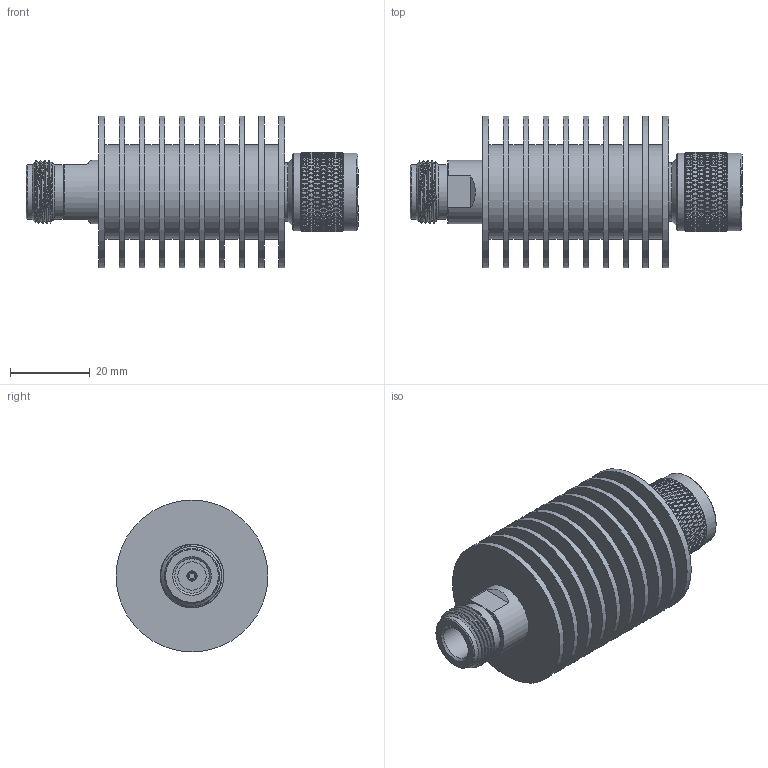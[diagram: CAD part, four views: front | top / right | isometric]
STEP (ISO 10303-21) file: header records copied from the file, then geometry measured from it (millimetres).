
FILE_DESCRIPTION (( 'STEP AP203' ), '1' );
FILE_NAME ('PE7386-40_3D.step', '2022-05-11T18:13:09', ( '' ), ( '' ), 'SwSTEP 2.0', 'SolidWorks 2021', '' );
FILE_SCHEMA (( 'CONFIG_CONTROL_DESIGN' ));
Products named in the file (1): PE7386-40_3D
Bounding box: 83.06 x 38 x 38 mm (x, y, z)
Volume: 36090.9 mm3; surface area: 22992.8 mm2
Topology: 1 solids, 1 shells, 2547 faces, 5165 edges, 2651 vertices
Faces by surface type: bspline 1767, cylinder 488, cone 238, plane 53, torus 1
Full cylindrical faces by diameter (mm): 1.524 x2, 2.54 x1, 2.794 x1, 6.985 x1, 7.112 x1, 8.255 x1, 8.636 x1, 13.716 x2, 14.635 x1, 15.875 x6, 19.461 x2, 23.56 x9, 37.998 x10
Entity records: 92067 total; most frequent: CARTESIAN_POINT 59052, ORIENTED_EDGE 10182, EDGE_CURVE 5091, VERTEX_POINT 2629, EDGE_LOOP 2618, FACE_OUTER_BOUND 2577, DIRECTION 2546, ADVANCED_FACE 2541
